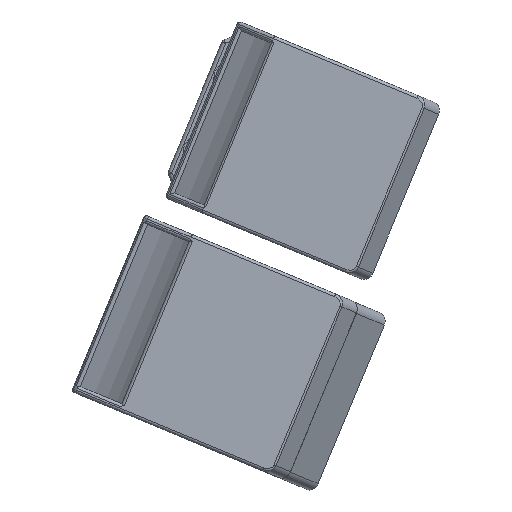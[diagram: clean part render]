
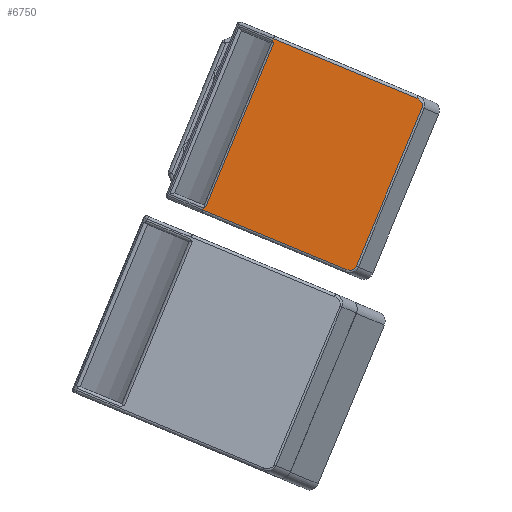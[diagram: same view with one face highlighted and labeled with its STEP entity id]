
A CAD part, front view. The second image highlights one B-rep face of the part: STEP entity #6750.
In plain terms, the highlighted planar face has unit normal (0.046, -0.999, -0.019).
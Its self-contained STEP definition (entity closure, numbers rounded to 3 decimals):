
#148=ELLIPSE('',#7499,0.977,0.6);
#149=ELLIPSE('',#7501,0.977,0.6);
#153=ELLIPSE('',#7529,1.774,1.4);
#155=ELLIPSE('',#7534,1.774,1.4);
#882=LINE('',#12104,#1410);
#916=LINE('',#12261,#1444);
#919=LINE('',#12302,#1447);
#921=LINE('',#12335,#1449);
#926=LINE('',#12358,#1454);
#927=LINE('',#12359,#1455);
#1410=VECTOR('',#9309,10.);
#1444=VECTOR('',#9421,10.);
#1447=VECTOR('',#9438,10.);
#1449=VECTOR('',#9448,10.);
#1454=VECTOR('',#9465,10.);
#1455=VECTOR('',#9466,10.);
#1868=FACE_OUTER_BOUND('',#2307,.T.);
#2307=EDGE_LOOP('',(#6036,#6037,#6038,#6039,#6040,#6041,#6042,#6043,#6044,
#6045));
#3206=VERTEX_POINT('',#12087);
#3208=VERTEX_POINT('',#12103);
#3229=VERTEX_POINT('',#12168);
#3230=VERTEX_POINT('',#12176);
#3256=VERTEX_POINT('',#12253);
#3258=VERTEX_POINT('',#12259);
#3259=VERTEX_POINT('',#12260);
#3262=VERTEX_POINT('',#12292);
#3264=VERTEX_POINT('',#12298);
#3266=VERTEX_POINT('',#12328);
#4124=EDGE_CURVE('',#3206,#3208,#882,.T.);
#4149=EDGE_CURVE('',#3208,#3229,#148,.T.);
#4153=EDGE_CURVE('',#3230,#3206,#149,.T.);
#4187=EDGE_CURVE('',#3258,#3259,#916,.T.);
#4193=EDGE_CURVE('',#3259,#3262,#153,.T.);
#4196=EDGE_CURVE('',#3262,#3264,#919,.T.);
#4199=EDGE_CURVE('',#3264,#3266,#155,.T.);
#4201=EDGE_CURVE('',#3266,#3256,#921,.T.);
#4209=EDGE_CURVE('',#3230,#3256,#926,.T.);
#4210=EDGE_CURVE('',#3258,#3229,#927,.T.);
#6036=ORIENTED_EDGE('',*,*,#4153,.F.);
#6037=ORIENTED_EDGE('',*,*,#4209,.T.);
#6038=ORIENTED_EDGE('',*,*,#4201,.F.);
#6039=ORIENTED_EDGE('',*,*,#4199,.F.);
#6040=ORIENTED_EDGE('',*,*,#4196,.F.);
#6041=ORIENTED_EDGE('',*,*,#4193,.F.);
#6042=ORIENTED_EDGE('',*,*,#4187,.F.);
#6043=ORIENTED_EDGE('',*,*,#4210,.T.);
#6044=ORIENTED_EDGE('',*,*,#4149,.F.);
#6045=ORIENTED_EDGE('',*,*,#4124,.F.);
#6366=PLANE('',#7541);
#6750=ADVANCED_FACE('',(#1868),#6366,.T.);
#7499=AXIS2_PLACEMENT_3D('',#12169,#9351,#9352);
#7501=AXIS2_PLACEMENT_3D('',#12178,#9357,#9358);
#7529=AXIS2_PLACEMENT_3D('',#12296,#9431,#9432);
#7534=AXIS2_PLACEMENT_3D('',#12332,#9443,#9444);
#7541=AXIS2_PLACEMENT_3D('',#12357,#9463,#9464);
#9309=DIRECTION('',(0.383,0.,0.924));
#9351=DIRECTION('center_axis',(-0.047,0.999,0.019));
#9352=DIRECTION('ref_axis',(-0.923,-0.05,0.382));
#9357=DIRECTION('center_axis',(-0.047,0.999,0.019));
#9358=DIRECTION('ref_axis',(-0.923,-0.05,0.382));
#9421=DIRECTION('',(0.923,0.05,-0.382));
#9431=DIRECTION('center_axis',(-0.047,0.999,0.019));
#9432=DIRECTION('ref_axis',(0.923,0.05,-0.382));
#9438=DIRECTION('',(-0.383,0.,-0.924));
#9443=DIRECTION('center_axis',(-0.047,0.999,0.019));
#9444=DIRECTION('ref_axis',(0.923,0.05,-0.382));
#9448=DIRECTION('',(-0.923,-0.05,0.382));
#9463=DIRECTION('center_axis',(0.047,-0.999,-0.019));
#9464=DIRECTION('ref_axis',(-0.923,-0.05,0.382));
#9465=DIRECTION('',(-0.383,0.,-0.924));
#9466=DIRECTION('',(-0.383,0.,-0.924));
#12087=CARTESIAN_POINT('',(16.38,-46.035,-26.826));
#12103=CARTESIAN_POINT('',(30.552,-46.035,7.386));
#12104=CARTESIAN_POINT('',(23.466,-46.035,-9.72));
#12168=CARTESIAN_POINT('',(30.368,-46.055,7.987));
#12169=CARTESIAN_POINT('Origin',(31.269,-46.006,7.613));
#12176=CARTESIAN_POINT('',(15.826,-46.055,-27.121));
#12178=CARTESIAN_POINT('Origin',(16.727,-46.006,-27.494));
#12253=CARTESIAN_POINT('',(15.673,-46.055,-27.49));
#12259=CARTESIAN_POINT('',(30.521,-46.055,8.356));
#12260=CARTESIAN_POINT('',(60.563,-44.415,-4.088));
#12261=CARTESIAN_POINT('',(53.008,-44.827,-0.958));
#12292=CARTESIAN_POINT('',(61.664,-44.325,-6.059));
#12296=CARTESIAN_POINT('Origin',(60.027,-44.415,-5.381));
#12298=CARTESIAN_POINT('',(47.888,-44.325,-39.319));
#12302=CARTESIAN_POINT('',(54.776,-44.325,-22.689));
#12328=CARTESIAN_POINT('',(45.715,-44.415,-39.934));
#12332=CARTESIAN_POINT('Origin',(46.251,-44.415,-38.641));
#12335=CARTESIAN_POINT('',(38.159,-44.827,-36.805));
#12357=CARTESIAN_POINT('Origin',(55.047,-44.31,-22.801));
#12358=CARTESIAN_POINT('',(23.097,-46.055,-9.567));
#12359=CARTESIAN_POINT('',(23.097,-46.055,-9.567));
